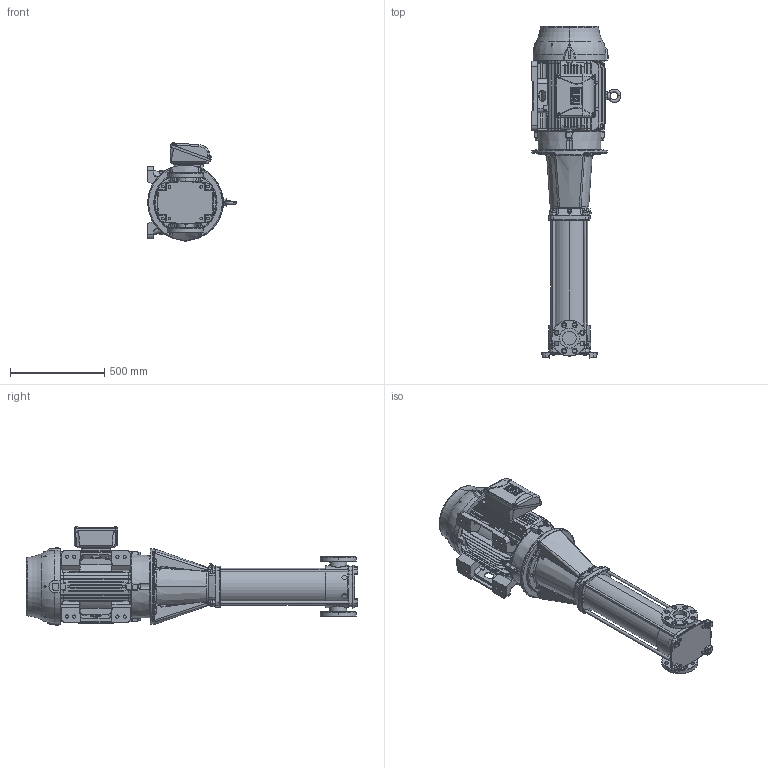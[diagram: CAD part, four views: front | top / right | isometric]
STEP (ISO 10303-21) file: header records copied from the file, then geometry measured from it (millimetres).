
FILE_DESCRIPTION (( 'STEP AP203' ), '1' );
FILE_NAME ('3350107 - MVI-160-8-40 HP-324TSC-304-E-575~3.step', '2022-03-31T14:45:34', ( '' ), ( '' ), 'SwSTEP 2.0', 'SolidWorks 2021', '' );
FILE_SCHEMA (( 'CONFIG_CONTROL_DESIGN' ));
Length unit declared in the file: inch
Products named in the file (5): MVI PEO - [304-EPDM]_3304107 - MVI-160-8-40 HP-324TSC-304-E-S; 3350107 - MVI-160-8-40 HP-324TSC-304-E-575~3; TEFC MOTOR_2700109 -NEMA V2 40 HP 324_6TSC 575~3 TEFC W; 3304107 - MVI-160-8-40 HP-324TSC-304-E-S; 2700109 - NEMA V2 40 HP 324_6TSC 575~3 TEFC W
Assembly tree (4 placements, depth 3):
  3350107 - MVI-160-8-40 HP-324TSC-304-E-575~3
    MVI PEO - [304-EPDM]_3304107 - MVI-160-8-40 HP-324TSC-304-E-S
      3304107 - MVI-160-8-40 HP-324TSC-304-E-S
    TEFC MOTOR_2700109 -NEMA V2 40 HP 324_6TSC 575~3 TEFC W
      2700109 - NEMA V2 40 HP 324_6TSC 575~3 TEFC W
Bounding box: 476.17 x 1761.41 x 525.98 mm (x, y, z)
Volume: 114734328.1 mm3; surface area: 4338144.9 mm2
Topology: 16 solids, 25 shells, 3625 faces, 9812 edges, 6315 vertices
Faces by surface type: cylinder 1516, plane 1009, bspline 562, torus 276, cone 238, sphere 24
Entity records: 158117 total; most frequent: CARTESIAN_POINT 71400, ORIENTED_EDGE 19490, DIRECTION 16445, EDGE_CURVE 9745, AXIS2_PLACEMENT_3D 6591, VERTEX_POINT 6312, EDGE_LOOP 3971, ADVANCED_FACE 3623
